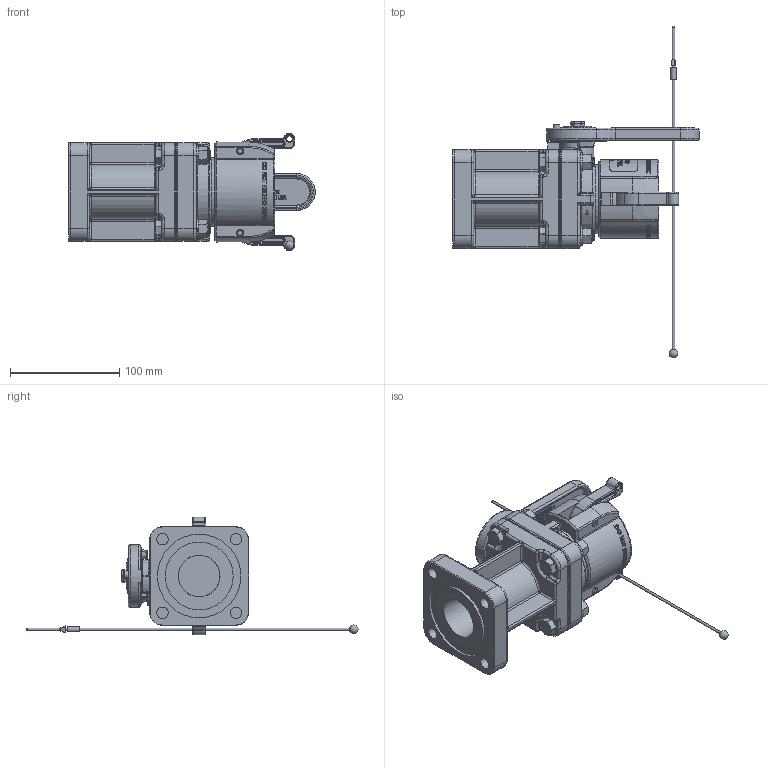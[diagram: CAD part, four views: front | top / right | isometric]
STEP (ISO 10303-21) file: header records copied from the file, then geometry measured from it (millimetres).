
FILE_DESCRIPTION(/* description */ ('2" QDC OUTLET x CUSTOM INLET w/ CAP'),/* implementation_level */ '2;1');
FILE_NAME(/* name */ 'VSFTF202A.stp',/* time_stamp */ '2023-09-22T15:09:58-04:00',/* author */ ('MJC'),/* organization */ (''),/* preprocessor_version */ 'ST-DEVELOPER v18.1',/* originating_system */ 'Autodesk Inventor 2022',/* authorisation */ '');
FILE_SCHEMA (('AUTOMOTIVE_DESIGN { 1 0 10303 214 3 1 1 }'));
Products named in the file (29): VSFTF202A; VSFTF202; VSF20254; VSF20254X; V20011SS; V20018; V20019; V20020; V20021; V21204; VS20151; V20151; VS20152SH; VS20255; VS20255M; VS20255X; VS20258A; VS20259; VS20259Y; VS20259X; V20060; 202CLP; 202CAP; 202XCAP; 202K; 202P; 202G; 202DECAL; V20207
Assembly tree (41 placements, depth 5):
  VSFTF202A
    VSFTF202
      VSF20254
        VSF20254X
      V20011SS  x4
      V20018  x4
      V20019  x4
      V20020
      V20021
      V20060  x2
      V21204
      VS20151
        V20151
      VS20152SH
      VS20255
        VS20255M
          VS20255X
      VS20258A  x2
      VS20259
        VS20259Y
          VS20259X
    202CLP
      202CAP
        202XCAP
        202K  x2
        202P  x2
        202G
        202DECAL
      V20207
Bounding box: 225.3 x 303.56 x 107.13 mm (x, y, z)
Volume: 732254.5 mm3; surface area: 236725.1 mm2
Topology: 33 solids, 33 shells, 3712 faces, 9088 edges, 5609 vertices
Faces by surface type: plane 1361, cylinder 908, bspline 712, cone 476, torus 217, sphere 38
Full cylindrical faces by diameter (mm): 1.941 x1, 2.381 x3, 2.54 x4, 2.589 x1, 2.997 x1, 3.302 x2, 4.826 x1, 4.978 x1, 5.08 x4, 5.842 x1, 6.325 x2, 6.35 x1, 6.426 x4, 6.502 x2, 7.144 x1, 8.915 x4, 9.525 x4, 10.312 x4, 10.414 x8, 18.923 x1, 19.05 x2, 19.304 x1, 23.812 x2, 24.13 x1, 25.4 x2, 25.908 x1, 26.416 x1, 32.512 x1, 38.1 x5, 39.192 x2
Entity records: 127986 total; most frequent: CARTESIAN_POINT 61033, ORIENTED_EDGE 14564, DIRECTION 11803, EDGE_CURVE 7282, VERTEX_POINT 4633, AXIS2_PLACEMENT_3D 3974, LINE 3855, VECTOR 3855
